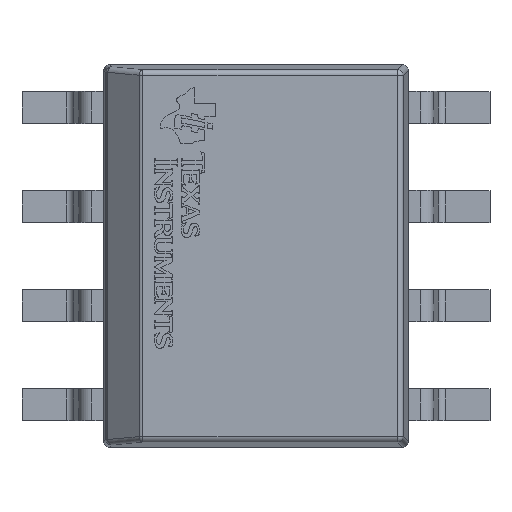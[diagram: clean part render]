
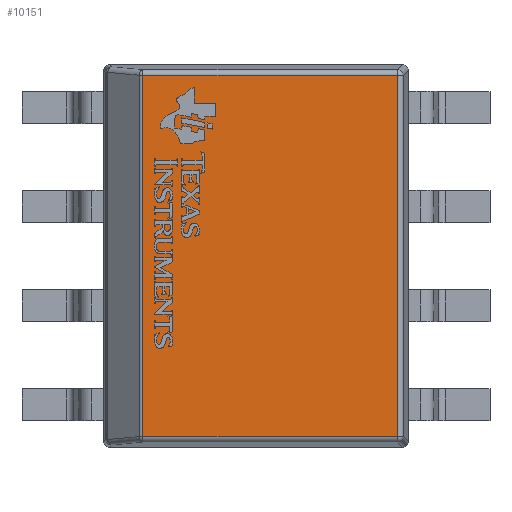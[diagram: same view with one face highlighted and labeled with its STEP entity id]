
A CAD part, top view. The second image highlights one B-rep face of the part: STEP entity #10151.
In plain terms, the highlighted planar face has unit normal (0, 0, 1).
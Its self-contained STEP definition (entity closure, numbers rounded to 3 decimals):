
#572=PLANE('',#10897);
#957=LINE('',#13652,#2061);
#963=LINE('',#13681,#2067);
#967=LINE('',#13687,#2071);
#971=LINE('',#13693,#2075);
#2061=VECTOR('',#11461,10.);
#2067=VECTOR('',#11493,10.);
#2071=VECTOR('',#11501,10.);
#2075=VECTOR('',#11509,10.);
#3251=FACE_OUTER_BOUND('',#3835,.T.);
#3835=EDGE_LOOP('',(#7176,#7177,#7178,#7179));
#4503=VERTEX_POINT('',#13637);
#4506=VERTEX_POINT('',#13644);
#4509=VERTEX_POINT('',#13657);
#4516=VERTEX_POINT('',#13673);
#5524=EDGE_CURVE('',#4506,#4503,#957,.T.);
#5538=EDGE_CURVE('',#4516,#4506,#963,.T.);
#5542=EDGE_CURVE('',#4509,#4516,#967,.T.);
#5546=EDGE_CURVE('',#4503,#4509,#971,.T.);
#7176=ORIENTED_EDGE('',*,*,#5524,.F.);
#7177=ORIENTED_EDGE('',*,*,#5538,.F.);
#7178=ORIENTED_EDGE('',*,*,#5542,.F.);
#7179=ORIENTED_EDGE('',*,*,#5546,.F.);
#10151=ADVANCED_FACE('',(#3251),#572,.T.);
#10897=AXIS2_PLACEMENT_3D('',#13745,#11577,#11578);
#11461=DIRECTION('',(0.,1.,0.));
#11493=DIRECTION('',(-1.,0.,0.));
#11501=DIRECTION('',(0.,-1.,0.));
#11509=DIRECTION('',(1.,0.,0.));
#11577=DIRECTION('center_axis',(0.,0.,1.));
#11578=DIRECTION('ref_axis',(1.,0.,0.));
#13637=CARTESIAN_POINT('',(-1.452,2.316,1.7));
#13644=CARTESIAN_POINT('',(-1.452,-2.316,1.7));
#13652=CARTESIAN_POINT('',(-1.452,0.,1.7));
#13657=CARTESIAN_POINT('',(1.816,2.316,1.7));
#13673=CARTESIAN_POINT('',(1.816,-2.316,1.7));
#13681=CARTESIAN_POINT('',(-1.463,-2.316,1.7));
#13687=CARTESIAN_POINT('',(1.816,0.,1.7));
#13693=CARTESIAN_POINT('',(-1.463,2.316,1.7));
#13745=CARTESIAN_POINT('Origin',(-1.95,0.,1.7));
